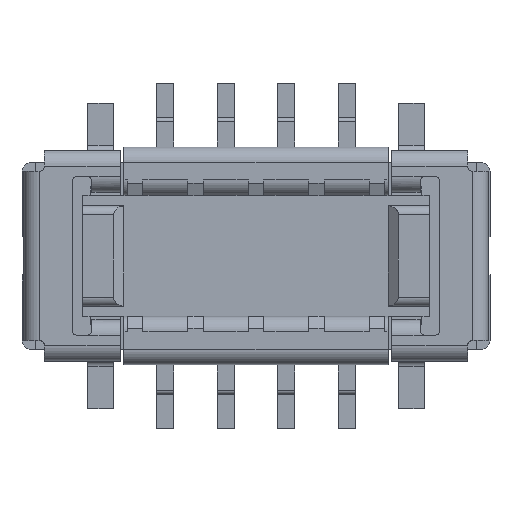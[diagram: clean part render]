
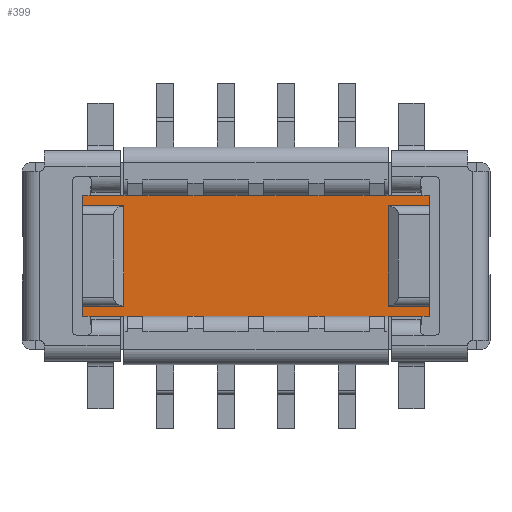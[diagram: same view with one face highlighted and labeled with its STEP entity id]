
A CAD part, top view. The second image highlights one B-rep face of the part: STEP entity #399.
In plain terms, the highlighted planar face has unit normal (0, 0, 1).
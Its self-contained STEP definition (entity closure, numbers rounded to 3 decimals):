
#399=ADVANCED_FACE('',(#1155),#797,.F.);
#797=PLANE('',#8419);
#1155=FACE_OUTER_BOUND('',#1573,.T.);
#1573=EDGE_LOOP('',(#2676,#2677,#2678,#2679,#2680,#2681,#2682,#2683,#2684,
#2685,#2686,#2687));
#2676=ORIENTED_EDGE('',*,*,#5681,.T.);
#2677=ORIENTED_EDGE('',*,*,#5436,.F.);
#2678=ORIENTED_EDGE('',*,*,#5682,.T.);
#2679=ORIENTED_EDGE('',*,*,#5683,.T.);
#2680=ORIENTED_EDGE('',*,*,#5684,.T.);
#2681=ORIENTED_EDGE('',*,*,#5685,.F.);
#2682=ORIENTED_EDGE('',*,*,#5686,.T.);
#2683=ORIENTED_EDGE('',*,*,#5457,.F.);
#2684=ORIENTED_EDGE('',*,*,#5687,.T.);
#2685=ORIENTED_EDGE('',*,*,#5688,.F.);
#2686=ORIENTED_EDGE('',*,*,#5689,.F.);
#2687=ORIENTED_EDGE('',*,*,#5690,.T.);
#4608=VERTEX_POINT('',#11852);
#4609=VERTEX_POINT('',#11854);
#4626=VERTEX_POINT('',#11892);
#4627=VERTEX_POINT('',#11894);
#4776=VERTEX_POINT('',#12299);
#4777=VERTEX_POINT('',#12301);
#4778=VERTEX_POINT('',#12303);
#4779=VERTEX_POINT('',#12305);
#4780=VERTEX_POINT('',#12307);
#4781=VERTEX_POINT('',#12310);
#4782=VERTEX_POINT('',#12312);
#4783=VERTEX_POINT('',#12314);
#5436=EDGE_CURVE('',#4608,#4609,#6566,.T.);
#5457=EDGE_CURVE('',#4626,#4627,#6587,.T.);
#5681=EDGE_CURVE('',#4776,#4609,#6794,.T.);
#5682=EDGE_CURVE('',#4608,#4777,#6795,.T.);
#5683=EDGE_CURVE('',#4777,#4778,#6796,.T.);
#5684=EDGE_CURVE('',#4778,#4779,#6797,.T.);
#5685=EDGE_CURVE('',#4780,#4779,#6798,.T.);
#5686=EDGE_CURVE('',#4780,#4627,#6799,.T.);
#5687=EDGE_CURVE('',#4626,#4781,#6800,.T.);
#5688=EDGE_CURVE('',#4782,#4781,#6801,.T.);
#5689=EDGE_CURVE('',#4783,#4782,#6802,.T.);
#5690=EDGE_CURVE('',#4783,#4776,#6803,.T.);
#6566=LINE('',#11853,#7574);
#6587=LINE('',#11893,#7595);
#6794=LINE('',#12298,#7802);
#6795=LINE('',#12300,#7803);
#6796=LINE('',#12302,#7804);
#6797=LINE('',#12304,#7805);
#6798=LINE('',#12306,#7806);
#6799=LINE('',#12308,#7807);
#6800=LINE('',#12309,#7808);
#6801=LINE('',#12311,#7809);
#6802=LINE('',#12313,#7810);
#6803=LINE('',#12315,#7811);
#7574=VECTOR('',#9439,1.);
#7595=VECTOR('',#9462,1.);
#7802=VECTOR('',#9767,1.);
#7803=VECTOR('',#9768,1.);
#7804=VECTOR('',#9769,1.);
#7805=VECTOR('',#9770,1.);
#7806=VECTOR('',#9771,1.);
#7807=VECTOR('',#9772,1.);
#7808=VECTOR('',#9773,1.);
#7809=VECTOR('',#9774,1.);
#7810=VECTOR('',#9775,1.);
#7811=VECTOR('',#9776,1.);
#8419=AXIS2_PLACEMENT_3D('',#12316,#9777,#9778);
#9439=DIRECTION('',(1.,0.,0.));
#9462=DIRECTION('',(-1.,0.,0.));
#9767=DIRECTION('',(0.,1.,0.));
#9768=DIRECTION('',(0.,-1.,0.));
#9769=DIRECTION('',(1.,0.,0.));
#9770=DIRECTION('',(0.,-1.,0.));
#9771=DIRECTION('',(1.,0.,0.));
#9772=DIRECTION('',(0.,-1.,0.));
#9773=DIRECTION('',(0.,1.,0.));
#9774=DIRECTION('',(1.,0.,0.));
#9775=DIRECTION('',(0.,-1.,0.));
#9776=DIRECTION('',(1.,0.,0.));
#9777=DIRECTION('',(0.,0.,-1.));
#9778=DIRECTION('',(-1.,0.,0.));
#11852=CARTESIAN_POINT('',(-1.005,0.35,0.1));
#11853=CARTESIAN_POINT('',(-1.005,0.35,0.1));
#11854=CARTESIAN_POINT('',(1.005,0.35,0.1));
#11892=CARTESIAN_POINT('',(1.005,-0.35,0.1));
#11893=CARTESIAN_POINT('',(1.005,-0.35,0.1));
#11894=CARTESIAN_POINT('',(-1.005,-0.35,0.1));
#12298=CARTESIAN_POINT('',(1.005,0.35,0.1));
#12299=CARTESIAN_POINT('',(1.005,0.29,0.1));
#12300=CARTESIAN_POINT('',(-1.005,-0.35,0.1));
#12301=CARTESIAN_POINT('',(-1.005,0.29,0.1));
#12302=CARTESIAN_POINT('',(-1.005,0.29,0.1));
#12303=CARTESIAN_POINT('',(-0.765,0.29,0.1));
#12304=CARTESIAN_POINT('',(-0.765,0.29,0.1));
#12305=CARTESIAN_POINT('',(-0.765,-0.29,0.1));
#12306=CARTESIAN_POINT('',(-1.005,-0.29,0.1));
#12307=CARTESIAN_POINT('',(-1.005,-0.29,0.1));
#12308=CARTESIAN_POINT('',(-1.005,-0.35,0.1));
#12309=CARTESIAN_POINT('',(1.005,0.35,0.1));
#12310=CARTESIAN_POINT('',(1.005,-0.29,0.1));
#12311=CARTESIAN_POINT('',(0.765,-0.29,0.1));
#12312=CARTESIAN_POINT('',(0.765,-0.29,0.1));
#12313=CARTESIAN_POINT('',(0.765,0.29,0.1));
#12314=CARTESIAN_POINT('',(0.765,0.29,0.1));
#12315=CARTESIAN_POINT('',(0.765,0.29,0.1));
#12316=CARTESIAN_POINT('',(0.,0.,0.1));
